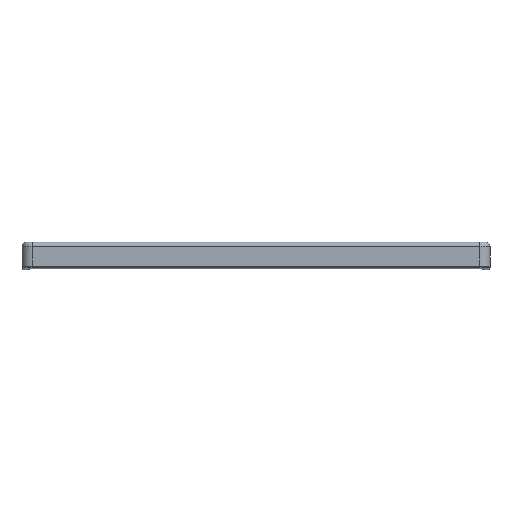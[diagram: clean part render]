
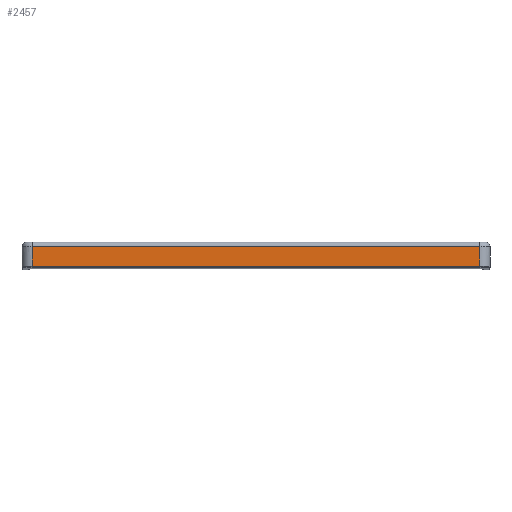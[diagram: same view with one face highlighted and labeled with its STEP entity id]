
A CAD part, front view. The second image highlights one B-rep face of the part: STEP entity #2457.
In plain terms, the highlighted planar face has unit normal (0, -1, 0).
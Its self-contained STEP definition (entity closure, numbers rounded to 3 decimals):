
#109=PLANE('',#2655);
#218=FACE_OUTER_BOUND('',#363,.T.);
#363=EDGE_LOOP('',(#2006,#2007,#2008,#2009));
#579=LINE('',#3932,#825);
#609=LINE('',#4193,#855);
#610=LINE('',#4195,#856);
#611=LINE('',#4196,#857);
#825=VECTOR('',#3150,10.);
#855=VECTOR('',#3204,10.);
#856=VECTOR('',#3205,10.);
#857=VECTOR('',#3206,10.);
#1169=VERTEX_POINT('',#3920);
#1171=VERTEX_POINT('',#3930);
#1198=VERTEX_POINT('',#4192);
#1199=VERTEX_POINT('',#4194);
#1455=EDGE_CURVE('',#1171,#1169,#579,.T.);
#1501=EDGE_CURVE('',#1198,#1171,#609,.T.);
#1502=EDGE_CURVE('',#1199,#1198,#610,.T.);
#1503=EDGE_CURVE('',#1169,#1199,#611,.T.);
#2006=ORIENTED_EDGE('',*,*,#1455,.F.);
#2007=ORIENTED_EDGE('',*,*,#1501,.F.);
#2008=ORIENTED_EDGE('',*,*,#1502,.F.);
#2009=ORIENTED_EDGE('',*,*,#1503,.F.);
#2457=ADVANCED_FACE('',(#218),#109,.T.);
#2655=AXIS2_PLACEMENT_3D('',#4191,#3202,#3203);
#3150=DIRECTION('',(-1.,0.,0.));
#3202=DIRECTION('center_axis',(0.,-1.,0.));
#3203=DIRECTION('ref_axis',(1.,0.,0.));
#3204=DIRECTION('',(0.,0.,-1.));
#3205=DIRECTION('',(1.,0.,0.));
#3206=DIRECTION('',(0.,0.,1.));
#3920=CARTESIAN_POINT('',(58.463,-216.31,-4.946));
#3930=CARTESIAN_POINT('',(370.163,-216.31,-4.946));
#3932=CARTESIAN_POINT('',(57.088,-216.31,-4.946));
#4191=CARTESIAN_POINT('Origin',(57.463,-216.31,6.79));
#4192=CARTESIAN_POINT('',(370.163,-216.31,8.79));
#4193=CARTESIAN_POINT('',(370.163,-216.31,4.49));
#4194=CARTESIAN_POINT('',(58.463,-216.31,8.79));
#4195=CARTESIAN_POINT('',(135.888,-216.31,8.79));
#4196=CARTESIAN_POINT('',(58.463,-216.31,3.24));
